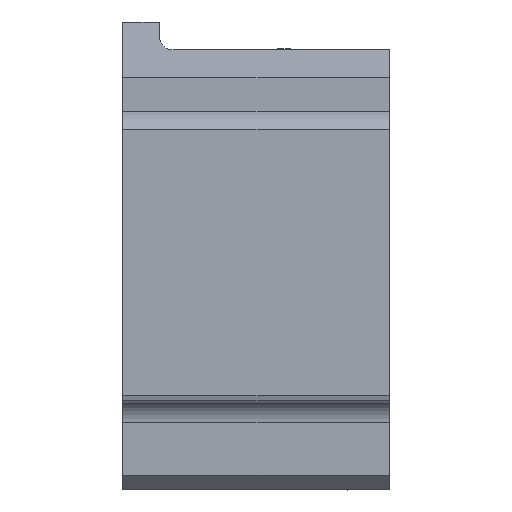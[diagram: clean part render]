
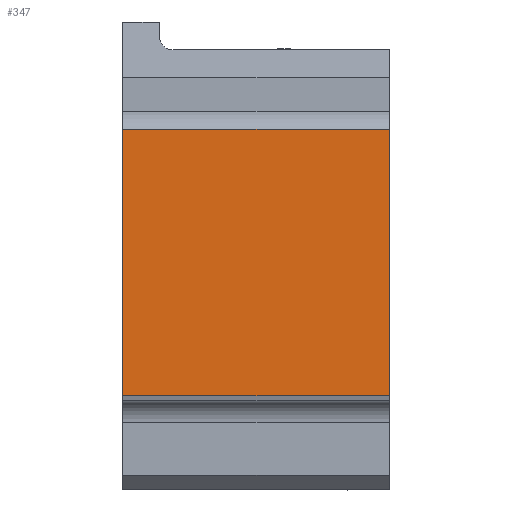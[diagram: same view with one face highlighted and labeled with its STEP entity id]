
A CAD part, top view. The second image highlights one B-rep face of the part: STEP entity #347.
In plain terms, the highlighted planar face has unit normal (0, 0, 1).
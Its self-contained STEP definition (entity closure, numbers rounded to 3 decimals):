
#347=ADVANCED_FACE('',(#479),#429,.T.);
#429=PLANE('',#2177);
#479=FACE_OUTER_BOUND('',#573,.T.);
#573=EDGE_LOOP('',(#923,#924,#925,#926));
#923=ORIENTED_EDGE('',*,*,#1567,.F.);
#924=ORIENTED_EDGE('',*,*,#1574,.F.);
#925=ORIENTED_EDGE('',*,*,#1454,.F.);
#926=ORIENTED_EDGE('',*,*,#1573,.T.);
#1273=VERTEX_POINT('',#2864);
#1274=VERTEX_POINT('',#2866);
#1357=VERTEX_POINT('',#3166);
#1358=VERTEX_POINT('',#3168);
#1454=EDGE_CURVE('',#1273,#1274,#1724,.T.);
#1567=EDGE_CURVE('',#1357,#1358,#1790,.T.);
#1573=EDGE_CURVE('',#1273,#1358,#1795,.T.);
#1574=EDGE_CURVE('',#1274,#1357,#1796,.T.);
#1724=LINE('',#2865,#1865);
#1790=LINE('',#3167,#1931);
#1795=LINE('',#3179,#1936);
#1796=LINE('',#3181,#1937);
#1865=VECTOR('',#2323,1.);
#1931=VECTOR('',#2523,1.);
#1936=VECTOR('',#2536,1.);
#1937=VECTOR('',#2539,1.);
#2177=AXIS2_PLACEMENT_3D('',#3182,#2540,#2541);
#2323=DIRECTION('',(0.,-1.,0.));
#2523=DIRECTION('',(0.,1.,0.));
#2536=DIRECTION('',(-1.,0.,0.));
#2539=DIRECTION('',(-1.,0.,0.));
#2540=DIRECTION('',(0.,0.,1.));
#2541=DIRECTION('',(1.,0.,0.));
#2864=CARTESIAN_POINT('',(0.,9.525,0.));
#2865=CARTESIAN_POINT('',(0.,9.525,0.));
#2866=CARTESIAN_POINT('',(0.,0.,0.));
#3166=CARTESIAN_POINT('',(-9.525,0.,0.));
#3167=CARTESIAN_POINT('',(-9.525,0.,0.));
#3168=CARTESIAN_POINT('',(-9.525,9.525,0.));
#3179=CARTESIAN_POINT('',(0.,9.525,0.));
#3181=CARTESIAN_POINT('',(0.,0.,0.));
#3182=CARTESIAN_POINT('',(-4.763,4.763,0.));
